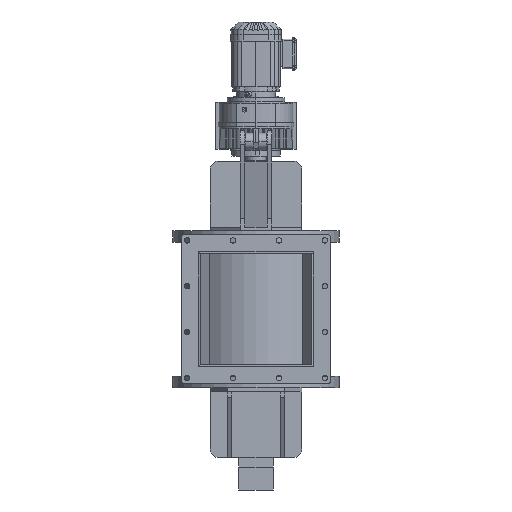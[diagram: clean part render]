
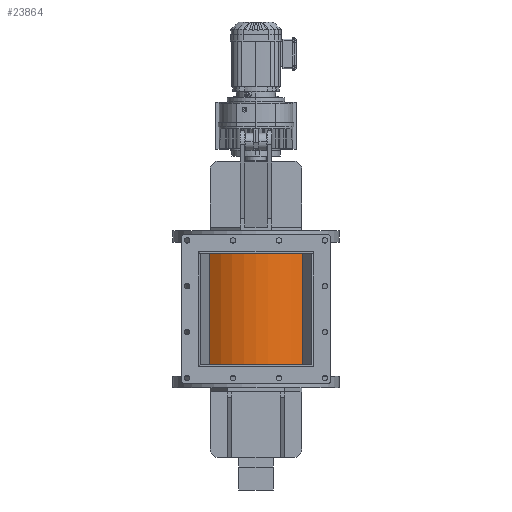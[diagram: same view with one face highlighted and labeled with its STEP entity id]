
A CAD part, front view. The second image highlights one B-rep face of the part: STEP entity #23864.
In plain terms, the highlighted cylindrical face has radius 247 mm (diameter 494 mm), a partial arc.
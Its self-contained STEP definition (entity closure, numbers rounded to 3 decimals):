
#3228 = DIRECTION ( 'NONE',  ( 0., 0., -1. ) ) ;
#3408 = AXIS2_PLACEMENT_3D ( 'NONE', #10063, #23776, #9754 ) ;
#4167 = LINE ( 'NONE', #41670, #43118 ) ;
#6104 = VERTEX_POINT ( 'NONE', #18461 ) ;
#8703 = CIRCLE ( 'NONE', #12688, 247. ) ;
#9754 = DIRECTION ( 'NONE',  ( -1., 0., 0. ) ) ;
#10063 = CARTESIAN_POINT ( 'NONE',  ( 0., 0., -234. ) ) ;
#10656 = CARTESIAN_POINT ( 'NONE',  ( 0., 0., 932.621 ) ) ;
#12688 = AXIS2_PLACEMENT_3D ( 'NONE', #28997, #20228, #53779 ) ;
#13128 = VERTEX_POINT ( 'NONE', #61037 ) ;
#13470 = CARTESIAN_POINT ( 'NONE',  ( -247., 0., 234. ) ) ;
#15350 = EDGE_CURVE ( 'NONE', #13128, #6104, #4167, .T. ) ;
#15980 = EDGE_LOOP ( 'NONE', ( #55746, #47410, #47850, #50777 ) ) ;
#16776 = AXIS2_PLACEMENT_3D ( 'NONE', #10656, #54507, #58574 ) ;
#18356 = CIRCLE ( 'NONE', #3408, 247. ) ;
#18461 = CARTESIAN_POINT ( 'NONE',  ( 247., 0., -234. ) ) ;
#20228 = DIRECTION ( 'NONE',  ( 0., 0., -1. ) ) ;
#20663 = LINE ( 'NONE', #21303, #30472 ) ;
#21303 = CARTESIAN_POINT ( 'NONE',  ( -247., 0., 932.621 ) ) ;
#23776 = DIRECTION ( 'NONE',  ( 0., 0., 1. ) ) ;
#23864 = ADVANCED_FACE ( 'NONE', ( #59246 ), #39420, .T. ) ;
#28997 = CARTESIAN_POINT ( 'NONE',  ( 0., 0., 234. ) ) ;
#30472 = VECTOR ( 'NONE', #58941, 1000. ) ;
#36569 = EDGE_CURVE ( 'NONE', #49263, #54438, #20663, .T. ) ;
#37593 = EDGE_CURVE ( 'NONE', #13128, #49263, #8703, .T. ) ;
#39420 = CYLINDRICAL_SURFACE ( 'NONE', #16776, 247. ) ;
#41670 = CARTESIAN_POINT ( 'NONE',  ( 247., 0., 932.621 ) ) ;
#43118 = VECTOR ( 'NONE', #3228, 1000. ) ;
#47410 = ORIENTED_EDGE ( 'NONE', *, *, #37593, .T. ) ;
#47850 = ORIENTED_EDGE ( 'NONE', *, *, #36569, .T. ) ;
#49263 = VERTEX_POINT ( 'NONE', #13470 ) ;
#50777 = ORIENTED_EDGE ( 'NONE', *, *, #58934, .T. ) ;
#53779 = DIRECTION ( 'NONE',  ( 1., 0., 0. ) ) ;
#54187 = CARTESIAN_POINT ( 'NONE',  ( -247., 0., -234. ) ) ;
#54438 = VERTEX_POINT ( 'NONE', #54187 ) ;
#54507 = DIRECTION ( 'NONE',  ( 0., 0., -1. ) ) ;
#55746 = ORIENTED_EDGE ( 'NONE', *, *, #15350, .F. ) ;
#58574 = DIRECTION ( 'NONE',  ( -1., 0., 0. ) ) ;
#58934 = EDGE_CURVE ( 'NONE', #54438, #6104, #18356, .T. ) ;
#58941 = DIRECTION ( 'NONE',  ( 0., 0., -1. ) ) ;
#59246 = FACE_OUTER_BOUND ( 'NONE', #15980, .T. ) ;
#61037 = CARTESIAN_POINT ( 'NONE',  ( 247., 0., 234. ) ) ;
